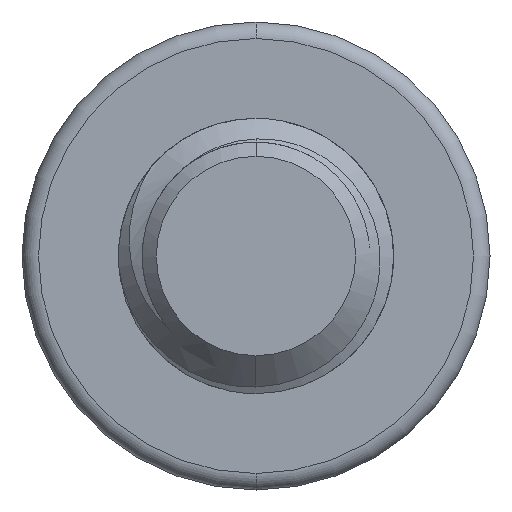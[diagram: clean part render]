
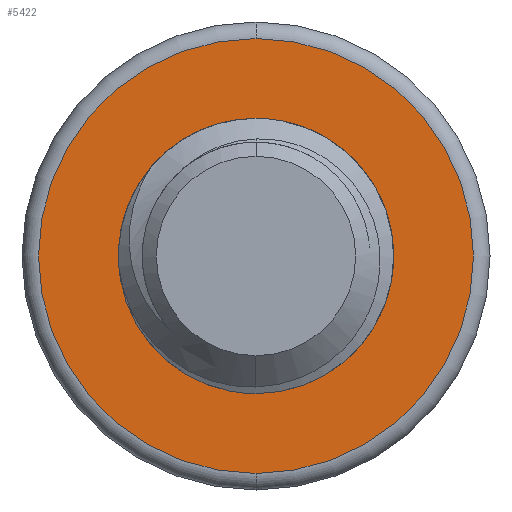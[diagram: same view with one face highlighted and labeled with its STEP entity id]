
A CAD part, front view. The second image highlights one B-rep face of the part: STEP entity #5422.
In plain terms, the highlighted planar face has unit normal (0, -1, 0).
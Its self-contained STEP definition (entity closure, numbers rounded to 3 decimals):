
#9 = AXIS2_PLACEMENT_3D ( 'NONE', #4904, #2191, #4284 ) ;
#177 = VERTEX_POINT ( 'NONE', #5712 ) ;
#231 = AXIS2_PLACEMENT_3D ( 'NONE', #5781, #5818, #3019 ) ;
#531 = DIRECTION ( 'NONE',  ( 0., -1., 0. ) ) ;
#573 = CIRCLE ( 'NONE', #3071, 3.95 ) ;
#1571 = VERTEX_POINT ( 'NONE', #2278 ) ;
#1705 = AXIS2_PLACEMENT_3D ( 'NONE', #2643, #4882, #7129 ) ;
#1875 = CARTESIAN_POINT ( 'NONE',  ( 0., 65., 3.95 ) ) ;
#2191 = DIRECTION ( 'NONE',  ( 0., 1., 0. ) ) ;
#2278 = CARTESIAN_POINT ( 'NONE',  ( 0., 65., -3.95 ) ) ;
#2372 = EDGE_LOOP ( 'NONE', ( #3993, #3346 ) ) ;
#2407 = DIRECTION ( 'NONE',  ( 0., 1., 0. ) ) ;
#2643 = CARTESIAN_POINT ( 'NONE',  ( 0., 65., 0. ) ) ;
#2692 = EDGE_CURVE ( 'NONE', #3016, #1571, #573, .T. ) ;
#2749 = DIRECTION ( 'NONE',  ( 0., 0., 1. ) ) ;
#2908 = CIRCLE ( 'NONE', #231, 2.5 ) ;
#2957 = VERTEX_POINT ( 'NONE', #4722 ) ;
#2980 = ORIENTED_EDGE ( 'NONE', *, *, #6552, .T. ) ;
#3016 = VERTEX_POINT ( 'NONE', #1875 ) ;
#3019 = DIRECTION ( 'NONE',  ( 0., 0., 1. ) ) ;
#3028 = FACE_BOUND ( 'NONE', #2372, .T. ) ;
#3071 = AXIS2_PLACEMENT_3D ( 'NONE', #6100, #531, #2749 ) ;
#3260 = AXIS2_PLACEMENT_3D ( 'NONE', #6411, #2407, #5303 ) ;
#3346 = ORIENTED_EDGE ( 'NONE', *, *, #5049, .T. ) ;
#3488 = EDGE_LOOP ( 'NONE', ( #7141, #2980 ) ) ;
#3993 = ORIENTED_EDGE ( 'NONE', *, *, #6052, .T. ) ;
#4165 = PLANE ( 'NONE',  #3260 ) ;
#4284 = DIRECTION ( 'NONE',  ( 0., 0., 1. ) ) ;
#4722 = CARTESIAN_POINT ( 'NONE',  ( 0., 65., -2.5 ) ) ;
#4852 = CIRCLE ( 'NONE', #1705, 3.95 ) ;
#4882 = DIRECTION ( 'NONE',  ( 0., -1., 0. ) ) ;
#4897 = CIRCLE ( 'NONE', #9, 2.5 ) ;
#4904 = CARTESIAN_POINT ( 'NONE',  ( 0., 65., 0. ) ) ;
#5049 = EDGE_CURVE ( 'NONE', #177, #2957, #4897, .T. ) ;
#5303 = DIRECTION ( 'NONE',  ( 0., 0., 1. ) ) ;
#5422 = ADVANCED_FACE ( 'NONE', ( #5790, #3028 ), #4165, .F. ) ;
#5712 = CARTESIAN_POINT ( 'NONE',  ( 0., 65., 2.5 ) ) ;
#5781 = CARTESIAN_POINT ( 'NONE',  ( 0., 65., 0. ) ) ;
#5790 = FACE_OUTER_BOUND ( 'NONE', #3488, .T. ) ;
#5818 = DIRECTION ( 'NONE',  ( 0., 1., 0. ) ) ;
#6052 = EDGE_CURVE ( 'NONE', #2957, #177, #2908, .T. ) ;
#6100 = CARTESIAN_POINT ( 'NONE',  ( 0., 65., 0. ) ) ;
#6411 = CARTESIAN_POINT ( 'NONE',  ( 0., 65., 0. ) ) ;
#6552 = EDGE_CURVE ( 'NONE', #1571, #3016, #4852, .T. ) ;
#7129 = DIRECTION ( 'NONE',  ( 0., 0., 1. ) ) ;
#7141 = ORIENTED_EDGE ( 'NONE', *, *, #2692, .T. ) ;
